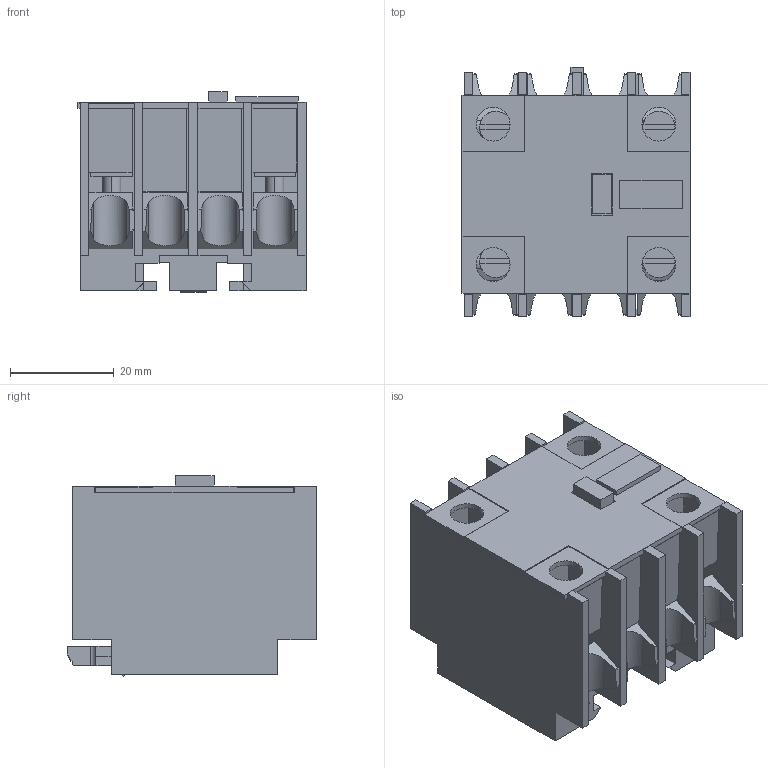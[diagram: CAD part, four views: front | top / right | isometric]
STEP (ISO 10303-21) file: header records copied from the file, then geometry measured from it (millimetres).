
FILE_DESCRIPTION((''),'2;1');
FILE_NAME('SB105085_3D-SOFTWARE_COLOUR','2013-09-02T',('SESA231906'),('Schneider-Electric'),'PRO/ENGINEER BY PARAMETRIC TECHNOLOGY CORPORATION, 2011410','PRO/ENGINEER BY PARAMETRIC TECHNOLOGY CORPORATION, 2011410','');
FILE_SCHEMA(('CONFIG_CONTROL_DESIGN'));
Length unit declared in the file: millimetre
Products named in the file (1): SB105085_3D-SOFTWARE_COLOUR
Bounding box: 43.9 x 48 x 38.65 mm (x, y, z)
Volume: 45506.8 mm3; surface area: 22863.7 mm2
Topology: 1 solids, 1 shells, 540 faces, 1589 edges, 1048 vertices
Faces by surface type: plane 456, cylinder 84
Entity records: 18765 total; most frequent: CARTESIAN_POINT 4329, ORIENTED_EDGE 3178, DIRECTION 2717, EDGE_CURVE 1589, VECTOR 1369, LINE 1369, VERTEX_POINT 1048, AXIS2_PLACEMENT_3D 674
